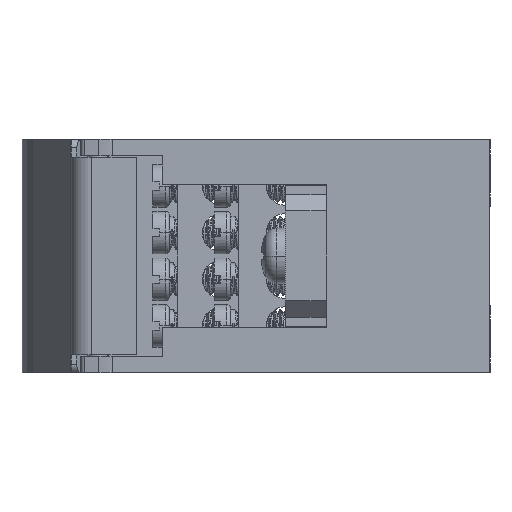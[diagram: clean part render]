
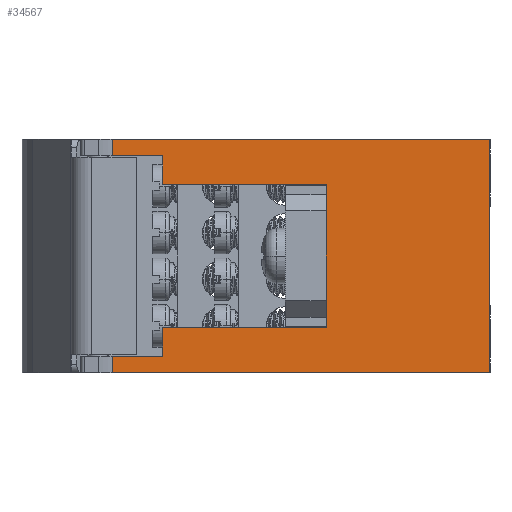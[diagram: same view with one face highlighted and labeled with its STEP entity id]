
A CAD part, left-side view. The second image highlights one B-rep face of the part: STEP entity #34567.
In plain terms, the highlighted planar face has unit normal (-1, 0, 0).
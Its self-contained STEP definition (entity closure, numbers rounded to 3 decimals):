
#2229=DIRECTION('',(0.,-1.,0.));
#2230=VECTOR('',#2229,46.172);
#2231=CARTESIAN_POINT('',(-21.,46.172,-14.25));
#2232=LINE('',#2231,#2230);
#2322=DIRECTION('',(0.,-1.,0.));
#2323=VECTOR('',#2322,46.172);
#2324=CARTESIAN_POINT('',(-21.,46.172,14.25));
#2325=LINE('',#2324,#2323);
#3370=DIRECTION('',(0.,0.,-1.));
#3371=VECTOR('',#3370,15.);
#3372=CARTESIAN_POINT('',(-21.,20.,7.5));
#3373=LINE('',#3372,#3371);
#3374=DIRECTION('',(0.,0.,-1.));
#3375=VECTOR('',#3374,1.25);
#3376=CARTESIAN_POINT('',(-21.,20.,8.75));
#3377=LINE('',#3376,#3375);
#3378=DIRECTION('',(0.,-1.,0.));
#3379=VECTOR('',#3378,20.);
#3380=CARTESIAN_POINT('',(-21.,40.,8.75));
#3381=LINE('',#3380,#3379);
#3382=DIRECTION('',(0.,0.,1.));
#3383=VECTOR('',#3382,3.5);
#3384=CARTESIAN_POINT('',(-21.,40.,8.75));
#3385=LINE('',#3384,#3383);
#3386=DIRECTION('',(0.,-1.,0.));
#3387=VECTOR('',#3386,6.172);
#3388=CARTESIAN_POINT('',(-21.,46.172,12.25));
#3389=LINE('',#3388,#3387);
#3390=DIRECTION('',(0.,0.,-1.));
#3391=VECTOR('',#3390,2.);
#3392=CARTESIAN_POINT('',(-21.,46.172,14.25));
#3393=LINE('',#3392,#3391);
#3394=DIRECTION('',(0.,0.,-1.));
#3395=VECTOR('',#3394,2.);
#3396=CARTESIAN_POINT('',(-21.,46.172,-12.25));
#3397=LINE('',#3396,#3395);
#3398=DIRECTION('',(0.,-1.,0.));
#3399=VECTOR('',#3398,6.172);
#3400=CARTESIAN_POINT('',(-21.,46.172,-12.25));
#3401=LINE('',#3400,#3399);
#3402=DIRECTION('',(0.,0.,1.));
#3403=VECTOR('',#3402,3.5);
#3404=CARTESIAN_POINT('',(-21.,40.,-12.25));
#3405=LINE('',#3404,#3403);
#3406=DIRECTION('',(0.,-1.,0.));
#3407=VECTOR('',#3406,20.);
#3408=CARTESIAN_POINT('',(-21.,40.,-8.75));
#3409=LINE('',#3408,#3407);
#3410=DIRECTION('',(0.,0.,-1.));
#3411=VECTOR('',#3410,1.25);
#3412=CARTESIAN_POINT('',(-21.,20.,-7.5));
#3413=LINE('',#3412,#3411);
#27173=DIRECTION('',(0.,0.,1.));
#27174=VECTOR('',#27173,28.5);
#27175=CARTESIAN_POINT('',(-21.,0.,-14.25));
#27176=LINE('',#27175,#27174);
#27830=CARTESIAN_POINT('',(-21.,0.,-14.25));
#27831=CARTESIAN_POINT('',(-21.,0.,14.25));
#27832=VERTEX_POINT('',#27830);
#27833=VERTEX_POINT('',#27831);
#27906=CARTESIAN_POINT('',(-21.,20.,8.75));
#27908=VERTEX_POINT('',#27906);
#27911=CARTESIAN_POINT('',(-21.,20.,-8.75));
#27913=VERTEX_POINT('',#27911);
#27914=CARTESIAN_POINT('',(-21.,40.,8.75));
#27915=CARTESIAN_POINT('',(-21.,40.,12.25));
#27916=VERTEX_POINT('',#27914);
#27917=VERTEX_POINT('',#27915);
#27918=CARTESIAN_POINT('',(-21.,40.,-12.25));
#27919=CARTESIAN_POINT('',(-21.,40.,-8.75));
#27920=VERTEX_POINT('',#27918);
#27921=VERTEX_POINT('',#27919);
#28018=CARTESIAN_POINT('',(-21.,46.172,12.25));
#28020=VERTEX_POINT('',#28018);
#28024=CARTESIAN_POINT('',(-21.,46.172,14.25));
#28025=VERTEX_POINT('',#28024);
#28026=CARTESIAN_POINT('',(-21.,46.172,-14.25));
#28028=VERTEX_POINT('',#28026);
#28032=CARTESIAN_POINT('',(-21.,46.172,-12.25));
#28033=VERTEX_POINT('',#28032);
#28865=CARTESIAN_POINT('',(-21.,20.,7.5));
#28866=CARTESIAN_POINT('',(-21.,20.,-7.5));
#28867=VERTEX_POINT('',#28865);
#28868=VERTEX_POINT('',#28866);
#34537=CARTESIAN_POINT('',(-21.,56.,-14.25));
#34538=DIRECTION('',(-1.,0.,0.));
#34539=DIRECTION('',(0.,-1.,0.));
#34540=AXIS2_PLACEMENT_3D('',#34537,#34538,#34539);
#34541=PLANE('',#34540);
#34543=ORIENTED_EDGE('',*,*,#34542,.F.);
#34545=ORIENTED_EDGE('',*,*,#34544,.F.);
#34547=ORIENTED_EDGE('',*,*,#34546,.F.);
#34549=ORIENTED_EDGE('',*,*,#34548,.T.);
#34550=ORIENTED_EDGE('',*,*,#33085,.F.);
#34551=ORIENTED_EDGE('',*,*,#34532,.F.);
#34552=ORIENTED_EDGE('',*,*,#32910,.T.);
#34554=ORIENTED_EDGE('',*,*,#34553,.F.);
#34555=ORIENTED_EDGE('',*,*,#32844,.F.);
#34557=ORIENTED_EDGE('',*,*,#34556,.F.);
#34558=ORIENTED_EDGE('',*,*,#31842,.T.);
#34560=ORIENTED_EDGE('',*,*,#34559,.T.);
#34562=ORIENTED_EDGE('',*,*,#34561,.T.);
#34564=ORIENTED_EDGE('',*,*,#34563,.F.);
#34565=EDGE_LOOP('',(#34543,#34545,#34547,#34549,#34550,#34551,#34552,#34554,
#34555,#34557,#34558,#34560,#34562,#34564));
#34566=FACE_OUTER_BOUND('',#34565,.F.);
#34567=ADVANCED_FACE('',(#34566),#34541,.T.);
#31842=EDGE_CURVE('',#28033,#27920,#3401,.T.);
#32844=EDGE_CURVE('',#28028,#27832,#2232,.T.);
#32910=EDGE_CURVE('',#28025,#27833,#2325,.T.);
#33085=EDGE_CURVE('',#28020,#27917,#3389,.T.);
#34532=EDGE_CURVE('',#28025,#28020,#3393,.T.);
#34542=EDGE_CURVE('',#28867,#28868,#3373,.T.);
#34544=EDGE_CURVE('',#27908,#28867,#3377,.T.);
#34546=EDGE_CURVE('',#27916,#27908,#3381,.T.);
#34548=EDGE_CURVE('',#27916,#27917,#3385,.T.);
#34553=EDGE_CURVE('',#27832,#27833,#27176,.T.);
#34556=EDGE_CURVE('',#28033,#28028,#3397,.T.);
#34559=EDGE_CURVE('',#27920,#27921,#3405,.T.);
#34561=EDGE_CURVE('',#27921,#27913,#3409,.T.);
#34563=EDGE_CURVE('',#28868,#27913,#3413,.T.);
